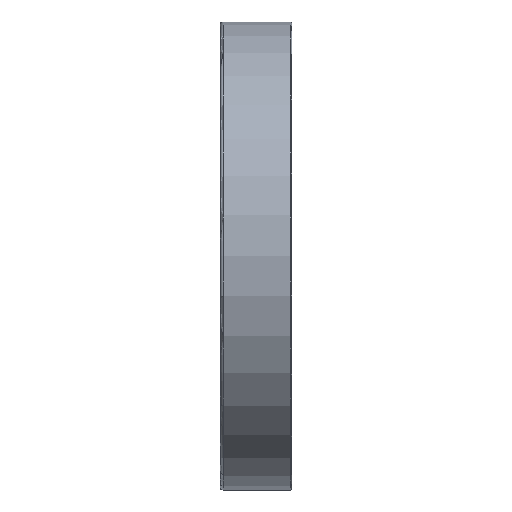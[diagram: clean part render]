
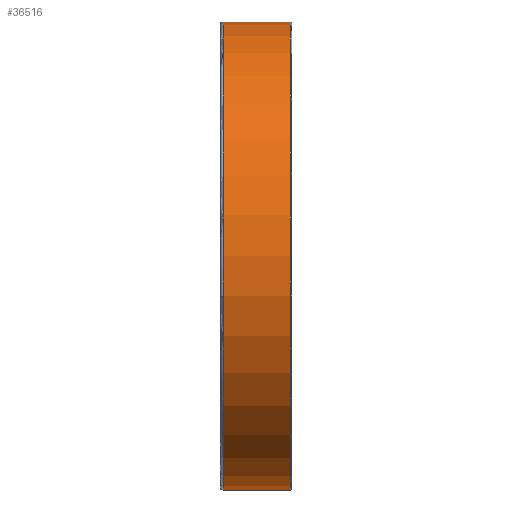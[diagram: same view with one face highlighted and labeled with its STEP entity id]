
A CAD part, top view. The second image highlights one B-rep face of the part: STEP entity #36516.
In plain terms, the highlighted cylindrical face has radius 52.5 mm (diameter 105 mm), a partial arc.
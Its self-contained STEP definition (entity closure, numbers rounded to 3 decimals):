
#26061=DIRECTION('',(-1.,0.,0.));
#26062=VECTOR('',#26061,15.1);
#26063=CARTESIAN_POINT('',(7.7,52.5,0.));
#26064=LINE('',#26063,#26062);
#26068=DIRECTION('',(-1.,0.,0.));
#26069=VECTOR('',#26068,15.1);
#26070=CARTESIAN_POINT('',(7.7,-52.5,0.));
#26071=LINE('',#26070,#26069);
#26083=CARTESIAN_POINT('',(7.7,0.,0.));
#26084=DIRECTION('',(1.,0.,0.));
#26085=DIRECTION('',(0.,1.,0.));
#26086=AXIS2_PLACEMENT_3D('',#26083,#26084,#26085);
#26091=CARTESIAN_POINT('',(-7.4,0.,0.));
#26092=DIRECTION('',(1.,0.,0.));
#26093=DIRECTION('',(0.,1.,0.));
#26094=AXIS2_PLACEMENT_3D('',#26091,#26092,#26093);
#33300=CARTESIAN_POINT('',(7.7,52.5,0.));
#33301=CARTESIAN_POINT('',(-7.4,52.5,0.));
#33302=VERTEX_POINT('',#33300);
#33303=VERTEX_POINT('',#33301);
#33312=CARTESIAN_POINT('',(7.7,-52.5,0.));
#33313=CARTESIAN_POINT('',(-7.4,-52.5,0.));
#33314=VERTEX_POINT('',#33312);
#33315=VERTEX_POINT('',#33313);
#36504=CARTESIAN_POINT('',(-8.8,0.,0.));
#36505=DIRECTION('',(1.,0.,0.));
#36506=DIRECTION('',(0.,-1.,0.));
#36507=AXIS2_PLACEMENT_3D('',#36504,#36505,#36506);
#36508=CYLINDRICAL_SURFACE('',#36507,52.5);
#36509=ORIENTED_EDGE('',*,*,#36494,.F.);
#36510=ORIENTED_EDGE('',*,*,#36471,.T.);
#36511=ORIENTED_EDGE('',*,*,#36498,.T.);
#36513=ORIENTED_EDGE('',*,*,#36512,.F.);
#36514=EDGE_LOOP('',(#36509,#36510,#36511,#36513));
#36515=FACE_OUTER_BOUND('',#36514,.F.);
#26087=CIRCLE('',#26086,52.5);
#26095=CIRCLE('',#26094,52.5);
#36471=EDGE_CURVE('',#33302,#33314,#26087,.T.);
#36494=EDGE_CURVE('',#33302,#33303,#26064,.T.);
#36498=EDGE_CURVE('',#33314,#33315,#26071,.T.);
#36512=EDGE_CURVE('',#33303,#33315,#26095,.T.);
#36516=ADVANCED_FACE('',(#36515),#36508,.T.);
